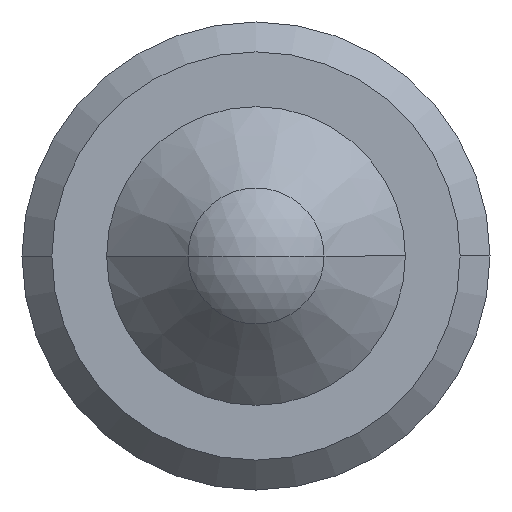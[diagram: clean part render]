
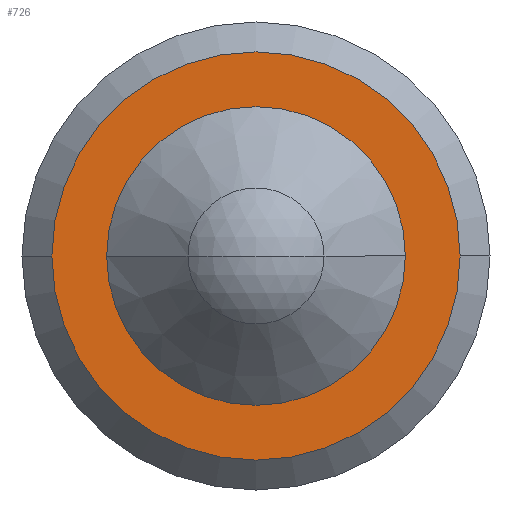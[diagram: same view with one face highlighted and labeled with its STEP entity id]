
A CAD part, front view. The second image highlights one B-rep face of the part: STEP entity #726.
In plain terms, the highlighted planar face has unit normal (0, -1, 0).
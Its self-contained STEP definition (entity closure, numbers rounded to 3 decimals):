
#31 = DIRECTION ( 'NONE',  ( -1., 0., 0. ) ) ;
#83 = DIRECTION ( 'NONE',  ( -1., 0., 0. ) ) ;
#117 = CARTESIAN_POINT ( 'NONE',  ( 0., 4.075, 0. ) ) ;
#118 = DIRECTION ( 'NONE',  ( 0., 1., 0. ) ) ;
#131 = CARTESIAN_POINT ( 'NONE',  ( 0., 4.075, 0. ) ) ;
#150 = DIRECTION ( 'NONE',  ( 0., -1., 0. ) ) ;
#167 = DIRECTION ( 'NONE',  ( -1., 0., 0. ) ) ;
#226 = FACE_OUTER_BOUND ( 'NONE', #259, .T. ) ;
#227 = FACE_BOUND ( 'NONE', #240, .T. ) ;
#231 = PLANE ( 'NONE',  #511 ) ;
#232 = CARTESIAN_POINT ( 'NONE',  ( 2.35, 4.075, 0. ) ) ;
#236 = DIRECTION ( 'NONE',  ( 0., 1., 0. ) ) ;
#240 = EDGE_LOOP ( 'NONE', ( #319, #263 ) ) ;
#259 = EDGE_LOOP ( 'NONE', ( #318, #276 ) ) ;
#263 = ORIENTED_EDGE ( 'NONE', *, *, #729, .T. ) ;
#276 = ORIENTED_EDGE ( 'NONE', *, *, #708, .T. ) ;
#318 = ORIENTED_EDGE ( 'NONE', *, *, #484, .T. ) ;
#319 = ORIENTED_EDGE ( 'NONE', *, *, #687, .T. ) ;
#335 = DIRECTION ( 'NONE',  ( -1., 0., 0. ) ) ;
#382 = VERTEX_POINT ( 'NONE', #403 ) ;
#394 = VERTEX_POINT ( 'NONE', #424 ) ;
#396 = VERTEX_POINT ( 'NONE', #400 ) ;
#400 = CARTESIAN_POINT ( 'NONE',  ( -2.05, 4.075, 0. ) ) ;
#403 = CARTESIAN_POINT ( 'NONE',  ( 2.05, 4.075, 0. ) ) ;
#424 = CARTESIAN_POINT ( 'NONE',  ( -1.45, 4.075, 0. ) ) ;
#453 = VERTEX_POINT ( 'NONE', #474 ) ;
#457 = CARTESIAN_POINT ( 'NONE',  ( 0., 4.075, 0. ) ) ;
#459 = DIRECTION ( 'NONE',  ( 0., -1., 0. ) ) ;
#474 = CARTESIAN_POINT ( 'NONE',  ( 1.45, 4.075, 0. ) ) ;
#484 = EDGE_CURVE ( 'NONE', #396, #382, #554, .T. ) ;
#511 = AXIS2_PLACEMENT_3D ( 'NONE', #232, #236, #335 ) ;
#531 = AXIS2_PLACEMENT_3D ( 'NONE', #843, #838, #837 ) ;
#536 = CIRCLE ( 'NONE', #531, 1.45 ) ;
#554 = CIRCLE ( 'NONE', #563, 2.05 ) ;
#563 = AXIS2_PLACEMENT_3D ( 'NONE', #457, #459, #31 ) ;
#586 = CIRCLE ( 'NONE', #603, 2.05 ) ;
#603 = AXIS2_PLACEMENT_3D ( 'NONE', #131, #150, #167 ) ;
#604 = CIRCLE ( 'NONE', #606, 1.45 ) ;
#606 = AXIS2_PLACEMENT_3D ( 'NONE', #117, #118, #83 ) ;
#687 = EDGE_CURVE ( 'NONE', #394, #453, #604, .T. ) ;
#708 = EDGE_CURVE ( 'NONE', #382, #396, #586, .T. ) ;
#726 = ADVANCED_FACE ( 'NONE', ( #226, #227 ), #231, .F. ) ;
#729 = EDGE_CURVE ( 'NONE', #453, #394, #536, .T. ) ;
#837 = DIRECTION ( 'NONE',  ( -1., 0., 0. ) ) ;
#838 = DIRECTION ( 'NONE',  ( 0., 1., 0. ) ) ;
#843 = CARTESIAN_POINT ( 'NONE',  ( 0., 4.075, 0. ) ) ;
